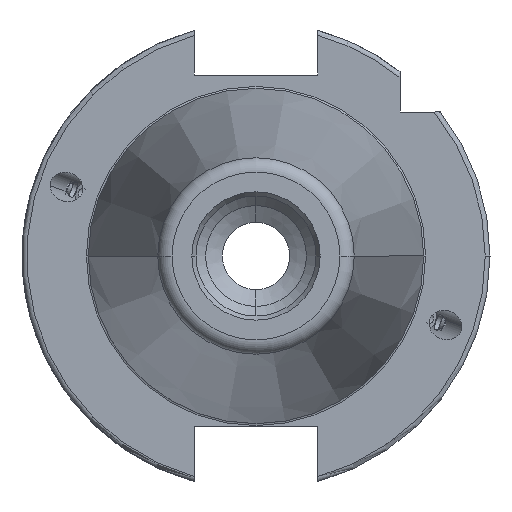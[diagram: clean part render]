
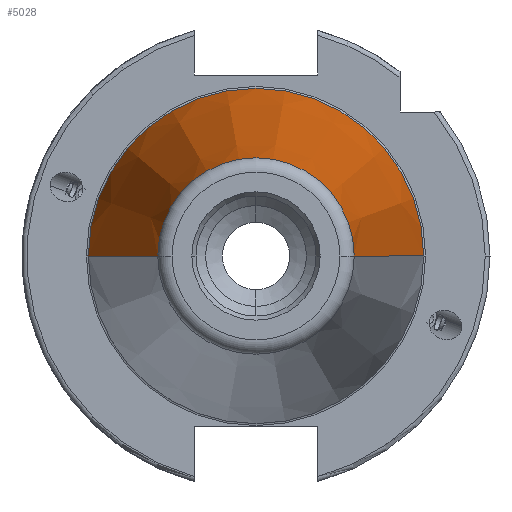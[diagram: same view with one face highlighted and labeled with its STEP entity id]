
A CAD part, left-side view. The second image highlights one B-rep face of the part: STEP entity #5028.
In plain terms, the highlighted conical face has half-angle 8.297 degrees and reference radius 34.925 mm.
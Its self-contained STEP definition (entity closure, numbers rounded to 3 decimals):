
#18 = CARTESIAN_POINT ( 'NONE',  ( -7.381, 34.925, 0. ) ) ;
#68 = DIRECTION ( 'NONE',  ( 0., -1., 0. ) ) ;
#234 = CARTESIAN_POINT ( 'NONE',  ( -7.381, -34.925, 0. ) ) ;
#248 = CARTESIAN_POINT ( 'NONE',  ( -7.381, 0., 0. ) ) ;
#363 = EDGE_CURVE ( 'NONE', #5348, #2952, #4966, .T. ) ;
#435 = AXIS2_PLACEMENT_3D ( 'NONE', #5431, #2774, #68 ) ;
#522 = CARTESIAN_POINT ( 'NONE',  ( -106.564, -20.461, 0. ) ) ;
#671 = EDGE_CURVE ( 'NONE', #3212, #5260, #2643, .T. ) ;
#873 = LINE ( 'NONE', #4512, #5474 ) ;
#1187 = DIRECTION ( 'NONE',  ( 0., -1., 0. ) ) ;
#1251 = CARTESIAN_POINT ( 'NONE',  ( -7.381, -34.925, 0. ) ) ;
#1442 = ORIENTED_EDGE ( 'NONE', *, *, #671, .T. ) ;
#1646 = CARTESIAN_POINT ( 'NONE',  ( -106.564, 0., 0. ) ) ;
#1766 = FACE_OUTER_BOUND ( 'NONE', #4579, .T. ) ;
#2077 = DIRECTION ( 'NONE',  ( 0., 1., 0. ) ) ;
#2643 = CIRCLE ( 'NONE', #435, 34.925 ) ;
#2774 = DIRECTION ( 'NONE',  ( -1., 0., 0. ) ) ;
#2798 = CARTESIAN_POINT ( 'NONE',  ( -106.564, 20.461, 0. ) ) ;
#2952 = VERTEX_POINT ( 'NONE', #2798 ) ;
#3212 = VERTEX_POINT ( 'NONE', #1251 ) ;
#3458 = ORIENTED_EDGE ( 'NONE', *, *, #363, .F. ) ;
#3565 = ORIENTED_EDGE ( 'NONE', *, *, #4506, .F. ) ;
#3573 = LINE ( 'NONE', #234, #4520 ) ;
#3597 = EDGE_CURVE ( 'NONE', #5348, #3212, #3573, .T. ) ;
#3822 = DIRECTION ( 'NONE',  ( 1., 0., 0. ) ) ;
#3850 = DIRECTION ( 'NONE',  ( 0.99, -0.144, 0. ) ) ;
#3979 = AXIS2_PLACEMENT_3D ( 'NONE', #1646, #4366, #1187 ) ;
#4366 = DIRECTION ( 'NONE',  ( -1., 0., 0. ) ) ;
#4384 = ORIENTED_EDGE ( 'NONE', *, *, #3597, .T. ) ;
#4506 = EDGE_CURVE ( 'NONE', #2952, #5260, #873, .T. ) ;
#4512 = CARTESIAN_POINT ( 'NONE',  ( -7.381, 34.925, 0. ) ) ;
#4520 = VECTOR ( 'NONE', #3850, 1000. ) ;
#4579 = EDGE_LOOP ( 'NONE', ( #3458, #4384, #1442, #3565 ) ) ;
#4667 = CONICAL_SURFACE ( 'NONE', #5700, 34.925, 0.145 ) ;
#4966 = CIRCLE ( 'NONE', #3979, 20.461 ) ;
#5028 = ADVANCED_FACE ( 'NONE', ( #1766 ), #4667, .T. ) ;
#5260 = VERTEX_POINT ( 'NONE', #18 ) ;
#5348 = VERTEX_POINT ( 'NONE', #522 ) ;
#5350 = DIRECTION ( 'NONE',  ( 0.99, 0.144, 0. ) ) ;
#5431 = CARTESIAN_POINT ( 'NONE',  ( -7.381, 0., 0. ) ) ;
#5474 = VECTOR ( 'NONE', #5350, 1000. ) ;
#5700 = AXIS2_PLACEMENT_3D ( 'NONE', #248, #3822, #2077 ) ;
